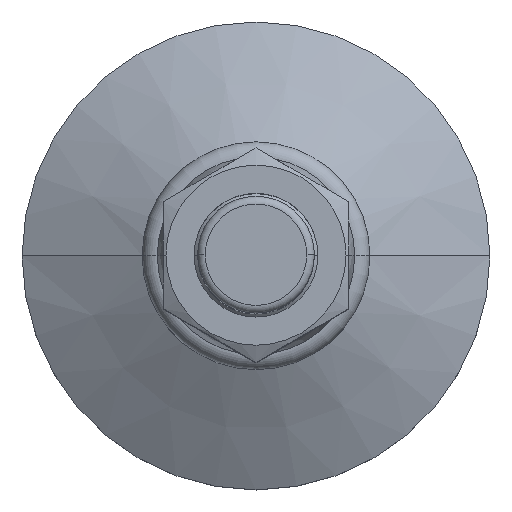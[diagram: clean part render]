
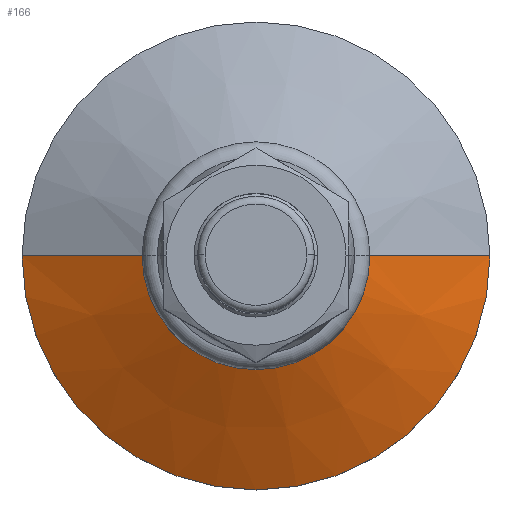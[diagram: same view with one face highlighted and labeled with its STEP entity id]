
A CAD part, top view. The second image highlights one B-rep face of the part: STEP entity #166.
In plain terms, the highlighted conical face has half-angle 62.117 degrees and reference radius 0.472 mm.
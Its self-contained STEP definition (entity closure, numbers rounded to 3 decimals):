
#125=CARTESIAN_POINT('',(0.0,0.0,0.47));
#126=DIRECTION('',(0.0,0.0,-1.0));
#127=DIRECTION('',(1.0,0.0,0.0));
#128=AXIS2_PLACEMENT_3D('',#125,#126,#127);
#129=CONICAL_SURFACE('',#128,0.473,62.117);
#130=CARTESIAN_POINT('',(0.46,0.0,0.477));
#131=VERTEX_POINT('',#130);
#132=CARTESIAN_POINT('',(0.945,0.0,0.22));
#133=VERTEX_POINT('',#132);
#134=CARTESIAN_POINT('',(0.46,0.0,0.477));
#135=DIRECTION('',(0.884,0.0,-0.468));
#136=VECTOR('',#135,0.549);
#137=LINE('',#134,#136);
#138=EDGE_CURVE('',#131,#133,#137,.T.);
#139=ORIENTED_EDGE('',*,*,#138,.F.);
#140=CARTESIAN_POINT('',(-0.46,0.0,0.477));
#141=VERTEX_POINT('',#140);
#142=CARTESIAN_POINT('',(0.0,0.0,0.477));
#143=DIRECTION('',(0.0,0.0,-1.0));
#144=DIRECTION('',(1.0,0.0,0.0));
#145=AXIS2_PLACEMENT_3D('',#142,#143,#144);
#146=CIRCLE('',#145,0.46);
#147=EDGE_CURVE('',#131,#141,#146,.T.);
#148=ORIENTED_EDGE('',*,*,#147,.T.);
#149=CARTESIAN_POINT('',(-0.945,0.,0.22));
#150=VERTEX_POINT('',#149);
#151=CARTESIAN_POINT('',(-0.46,0.,0.477));
#152=DIRECTION('',(-0.884,0.,-0.468));
#153=VECTOR('',#152,0.549);
#154=LINE('',#151,#153);
#155=EDGE_CURVE('',#141,#150,#154,.T.);
#156=ORIENTED_EDGE('',*,*,#155,.T.);
#157=CARTESIAN_POINT('',(0.0,0.0,0.22));
#158=DIRECTION('',(0.0,0.0,-1.0));
#159=DIRECTION('',(1.0,0.0,0.0));
#160=AXIS2_PLACEMENT_3D('',#157,#158,#159);
#161=CIRCLE('',#160,0.945);
#162=EDGE_CURVE('',#133,#150,#161,.T.);
#163=ORIENTED_EDGE('',*,*,#162,.F.);
#164=EDGE_LOOP('',(#139,#148,#156,#163));
#165=FACE_OUTER_BOUND('',#164,.T.);
#166=ADVANCED_FACE('',(#165),#129,.T.);
